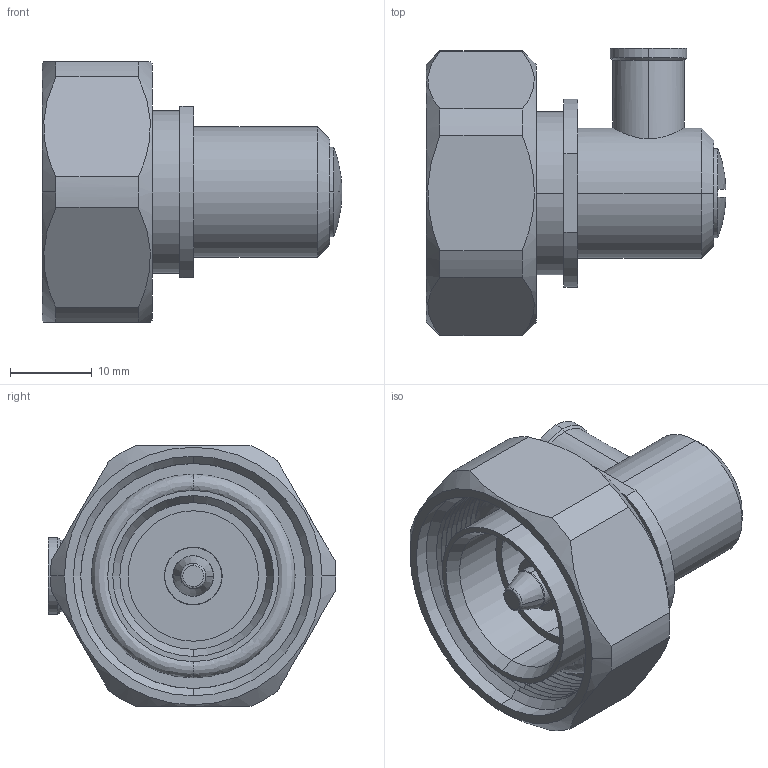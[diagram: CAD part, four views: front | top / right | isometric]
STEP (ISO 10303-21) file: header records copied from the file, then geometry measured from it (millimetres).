
FILE_DESCRIPTION (( 'STEP AP214' ), '1' );
FILE_NAME ('TC-250-716M-RA-LP_3D.STEP', '2021-09-02T22:29:29', ( '' ), ( '' ), 'SwSTEP 2.0', 'SolidWorks 2021', '' );
FILE_SCHEMA (( 'AUTOMOTIVE_DESIGN' ));
Length unit declared in the file: millimetre
Products named in the file (1): TC-250-716M-RA-LP_3D
Bounding box: 36.79 x 35.3 x 32 mm (x, y, z)
Volume: 12115.5 mm3; surface area: 8045.8 mm2
Topology: 1 solids, 1 shells, 144 faces, 314 edges, 184 vertices
Faces by surface type: cylinder 56, cone 50, plane 26, bspline 8, sphere 4
Entity records: 4724 total; most frequent: CARTESIAN_POINT 1499, DIRECTION 728, ORIENTED_EDGE 628, EDGE_CURVE 314, AXIS2_PLACEMENT_3D 303, VERTEX_POINT 184, CIRCLE 166, EDGE_LOOP 158
